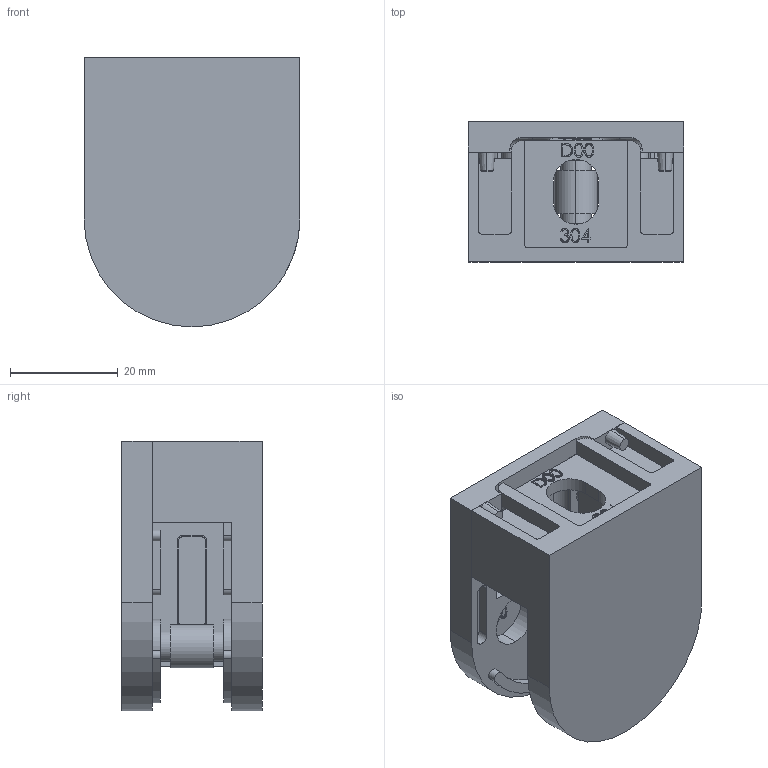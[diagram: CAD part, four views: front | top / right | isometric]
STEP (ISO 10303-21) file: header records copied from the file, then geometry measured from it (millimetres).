
FILE_DESCRIPTION (( 'STEP AP214' ), '1' );
FILE_NAME ('A_200P-000.STEP', '2022-12-09T08:00:50', ( '' ), ( '' ), 'SwSTEP 2.0', 'SolidWorks 2019', '' );
FILE_SCHEMA (( 'AUTOMOTIVE_DESIGN' ));
Length unit declared in the file: millimetre
Products named in the file (6): A_200P-000.P4; A_200P-000; A_200P-000.P2; A_200P-000.P1; Skrutka DIN 7991_Skrutka M 6x 16; A_200P-000.P3
Assembly tree (6 placements, depth 2):
  A_200P-000
    A_200P-000.P2
    A_200P-000.P1
    A_200P-000.P3
    Skrutka DIN 7991_Skrutka M 6x 16  x2
    A_200P-000.P4
Bounding box: 40 x 26 x 50 mm (x, y, z)
Volume: 24338.5 mm3; surface area: 17928.2 mm2
Topology: 8 solids, 8 shells, 678 faces, 1716 edges, 1126 vertices
Faces by surface type: plane 329, bspline 190, cylinder 123, cone 32, torus 4
Entity records: 32708 total; most frequent: CARTESIAN_POINT 17470, ORIENTED_EDGE 3352, DIRECTION 2518, EDGE_CURVE 1676, VERTEX_POINT 1104, VECTOR 1030, LINE 1030, AXIS2_PLACEMENT_3D 744
